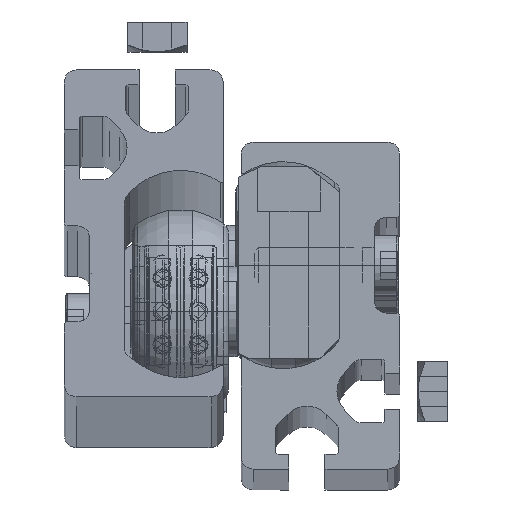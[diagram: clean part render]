
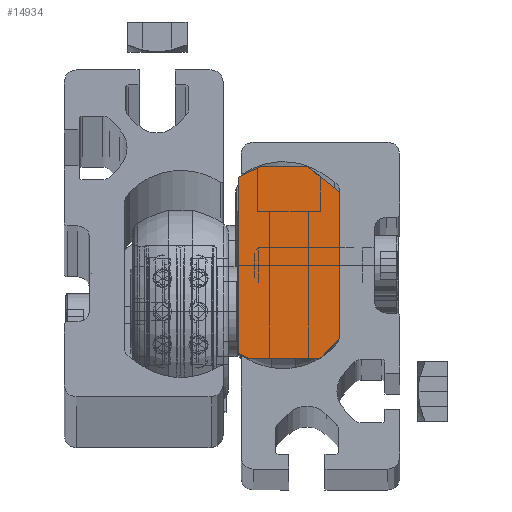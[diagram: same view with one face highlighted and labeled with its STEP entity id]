
A CAD part, top view. The second image highlights one B-rep face of the part: STEP entity #14934.
In plain terms, the highlighted face is planar.
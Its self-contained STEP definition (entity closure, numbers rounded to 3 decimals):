
#1 = PLANE ( 'NONE',  #14412 ) ;
#813 = CARTESIAN_POINT ( 'NONE',  ( -19., 12.203, 8.5 ) ) ;
#1013 = ORIENTED_EDGE ( 'NONE', *, *, #17632, .F. ) ;
#1363 = EDGE_CURVE ( 'NONE', #14433, #12545, #6328, .T. ) ;
#1369 = LINE ( 'NONE', #7210, #13510 ) ;
#1741 = ORIENTED_EDGE ( 'NONE', *, *, #10303, .F. ) ;
#1811 = CARTESIAN_POINT ( 'NONE',  ( -19., -12.2, 8.5 ) ) ;
#2103 = DIRECTION ( 'NONE',  ( 0., -0.707, -0.707 ) ) ;
#2688 = EDGE_CURVE ( 'NONE', #12099, #2748, #11294, .T. ) ;
#2748 = VERTEX_POINT ( 'NONE', #14708 ) ;
#2792 = CARTESIAN_POINT ( 'NONE',  ( -19., 1.5, 22.2 ) ) ;
#2816 = CARTESIAN_POINT ( 'NONE',  ( -19., -14.661, -8.5 ) ) ;
#3460 = VECTOR ( 'NONE', #17616, 1000. ) ;
#3558 = VECTOR ( 'NONE', #10167, 1000. ) ;
#3938 = LINE ( 'NONE', #10270, #3558 ) ;
#5132 = VECTOR ( 'NONE', #9350, 1000. ) ;
#5575 = CARTESIAN_POINT ( 'NONE',  ( -19., 16.5, -4.6 ) ) ;
#6328 = LINE ( 'NONE', #17310, #6734 ) ;
#6734 = VECTOR ( 'NONE', #8074, 1000. ) ;
#6884 = LINE ( 'NONE', #18196, #15521 ) ;
#6946 = CARTESIAN_POINT ( 'NONE',  ( -19., -15.5, 5.2 ) ) ;
#7150 = ORIENTED_EDGE ( 'NONE', *, *, #19755, .T. ) ;
#7210 = CARTESIAN_POINT ( 'NONE',  ( -19., -15.5, 5.2 ) ) ;
#7364 = ORIENTED_EDGE ( 'NONE', *, *, #1363, .T. ) ;
#7446 = VERTEX_POINT ( 'NONE', #6946 ) ;
#7504 = ORIENTED_EDGE ( 'NONE', *, *, #7670, .T. ) ;
#7670 = EDGE_CURVE ( 'NONE', #12099, #8988, #10655, .T. ) ;
#7678 = DIRECTION ( 'NONE',  ( 0., 0., 1. ) ) ;
#7807 = EDGE_CURVE ( 'NONE', #14048, #2748, #6884, .T. ) ;
#8074 = DIRECTION ( 'NONE',  ( 0., -0.423, 0.906 ) ) ;
#8557 = EDGE_CURVE ( 'NONE', #17382, #14048, #15984, .T. ) ;
#8782 = CARTESIAN_POINT ( 'NONE',  ( -19., -15.5, -6.7 ) ) ;
#8988 = VERTEX_POINT ( 'NONE', #19301 ) ;
#9350 = DIRECTION ( 'NONE',  ( 0., 1., 0. ) ) ;
#9427 = DIRECTION ( 'NONE',  ( 0., -0.423, -0.906 ) ) ;
#9660 = CARTESIAN_POINT ( 'NONE',  ( -19., 16.5, -4.6 ) ) ;
#9801 = ORIENTED_EDGE ( 'NONE', *, *, #7807, .T. ) ;
#10167 = DIRECTION ( 'NONE',  ( 0., -1., 0. ) ) ;
#10270 = CARTESIAN_POINT ( 'NONE',  ( -19., 14.681, -8.5 ) ) ;
#10303 = EDGE_CURVE ( 'NONE', #7446, #12545, #1369, .T. ) ;
#10354 = EDGE_LOOP ( 'NONE', ( #9801, #19108, #7504, #7150, #7364, #1741, #1013, #14180 ) ) ;
#10417 = DIRECTION ( 'NONE',  ( 0., 0., -1. ) ) ;
#10655 = LINE ( 'NONE', #16977, #14525 ) ;
#10678 = FACE_OUTER_BOUND ( 'NONE', #10354, .T. ) ;
#11294 = LINE ( 'NONE', #9660, #3460 ) ;
#11305 = CARTESIAN_POINT ( 'NONE',  ( -19., -12.2, 8.5 ) ) ;
#11801 = VECTOR ( 'NONE', #2103, 1000. ) ;
#12099 = VERTEX_POINT ( 'NONE', #5575 ) ;
#12545 = VERTEX_POINT ( 'NONE', #8782 ) ;
#13510 = VECTOR ( 'NONE', #10417, 1000. ) ;
#14048 = VERTEX_POINT ( 'NONE', #813 ) ;
#14180 = ORIENTED_EDGE ( 'NONE', *, *, #8557, .T. ) ;
#14412 = AXIS2_PLACEMENT_3D ( 'NONE', #2792, #20248, #7678 ) ;
#14433 = VERTEX_POINT ( 'NONE', #2816 ) ;
#14525 = VECTOR ( 'NONE', #9427, 1000. ) ;
#14708 = CARTESIAN_POINT ( 'NONE',  ( -19., 16.5, 3. ) ) ;
#14934 = ADVANCED_FACE ( 'NONE', ( #10678 ), #1, .T. ) ;
#15521 = VECTOR ( 'NONE', #18301, 1000. ) ;
#15984 = LINE ( 'NONE', #11305, #5132 ) ;
#16148 = LINE ( 'NONE', #1811, #11801 ) ;
#16977 = CARTESIAN_POINT ( 'NONE',  ( -19., 16.5, -4.6 ) ) ;
#17310 = CARTESIAN_POINT ( 'NONE',  ( -19., -14.661, -8.5 ) ) ;
#17382 = VERTEX_POINT ( 'NONE', #19995 ) ;
#17616 = DIRECTION ( 'NONE',  ( 0., 0., 1. ) ) ;
#17632 = EDGE_CURVE ( 'NONE', #17382, #7446, #16148, .T. ) ;
#18196 = CARTESIAN_POINT ( 'NONE',  ( -19., 12.203, 8.5 ) ) ;
#18301 = DIRECTION ( 'NONE',  ( 0., 0.616, -0.788 ) ) ;
#19108 = ORIENTED_EDGE ( 'NONE', *, *, #2688, .F. ) ;
#19301 = CARTESIAN_POINT ( 'NONE',  ( -19., 14.681, -8.5 ) ) ;
#19755 = EDGE_CURVE ( 'NONE', #8988, #14433, #3938, .T. ) ;
#19995 = CARTESIAN_POINT ( 'NONE',  ( -19., -12.2, 8.5 ) ) ;
#20248 = DIRECTION ( 'NONE',  ( -1., 0., 0. ) ) ;
